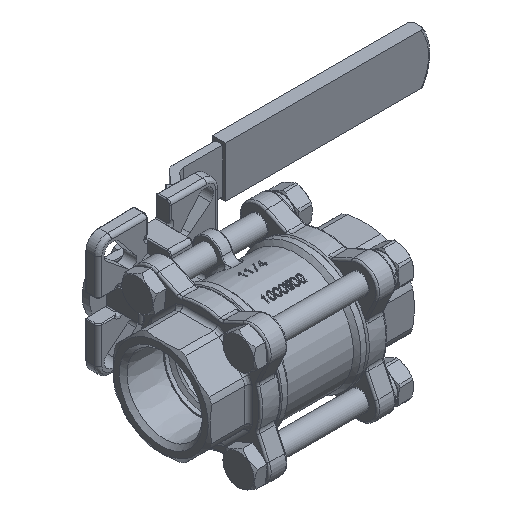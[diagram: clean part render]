
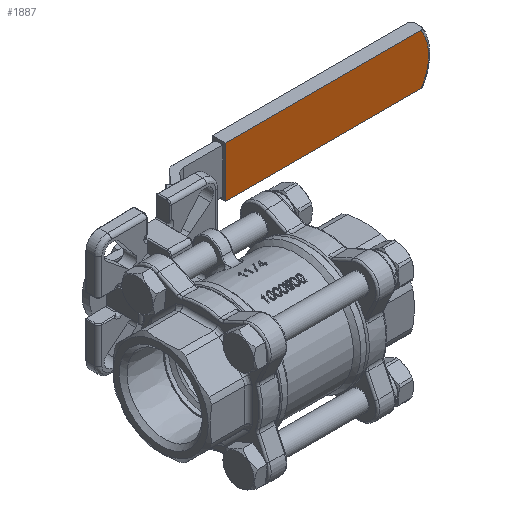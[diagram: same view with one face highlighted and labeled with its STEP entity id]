
A CAD part, isometric view. The second image highlights one B-rep face of the part: STEP entity #1887.
In plain terms, the highlighted planar face has unit normal (0, -1, 0).
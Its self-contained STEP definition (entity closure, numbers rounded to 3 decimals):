
#89 = EDGE_CURVE ( 'NONE', #10769, #41699, #45188, .T. ) ;
#1675 = CARTESIAN_POINT ( 'NONE',  ( 176.838, 87.035, -5.07 ) ) ;
#1887 = ADVANCED_FACE ( 'NONE', ( #8506 ), #56588, .F. ) ;
#6018 = LINE ( 'NONE', #17330, #26073 ) ;
#8506 = FACE_OUTER_BOUND ( 'NONE', #58278, .T. ) ;
#8841 = VECTOR ( 'NONE', #41495, 1000. ) ;
#9617 = CARTESIAN_POINT ( 'NONE',  ( 151., 87.035, -13.5 ) ) ;
#10282 = LINE ( 'NONE', #9617, #8841 ) ;
#10620 = CARTESIAN_POINT ( 'NONE',  ( 66.8, 87.035, -13.5 ) ) ;
#10769 = VERTEX_POINT ( 'NONE', #41533 ) ;
#14924 = CARTESIAN_POINT ( 'NONE',  ( 66.8, 87.035, 0. ) ) ;
#17125 = LINE ( 'NONE', #14924, #39890 ) ;
#17330 = CARTESIAN_POINT ( 'NONE',  ( 151., 87.035, 13.5 ) ) ;
#24690 = ORIENTED_EDGE ( 'NONE', *, *, #33999, .F. ) ;
#26073 = VECTOR ( 'NONE', #44751, 1000. ) ;
#28339 = ORIENTED_EDGE ( 'NONE', *, *, #40469, .F. ) ;
#31137 = CARTESIAN_POINT ( 'NONE',  ( 66.8, 87.035, 13.5 ) ) ;
#32407 = VERTEX_POINT ( 'NONE', #31137 ) ;
#32772 = VERTEX_POINT ( 'NONE', #10620 ) ;
#33999 = EDGE_CURVE ( 'NONE', #32407, #10769, #6018, .T. ) ;
#39492 = CARTESIAN_POINT ( 'NONE',  ( 171.205, 87.035, 13.5 ) ) ;
#39890 = VECTOR ( 'NONE', #46003, 1000. ) ;
#40469 = EDGE_CURVE ( 'NONE', #41699, #32772, #10282, .T. ) ;
#41495 = DIRECTION ( 'NONE',  ( -1., 0., 0. ) ) ;
#41533 = CARTESIAN_POINT ( 'NONE',  ( 171.205, 87.035, 13.5 ) ) ;
#41699 = VERTEX_POINT ( 'NONE', #55261 ) ;
#44751 = DIRECTION ( 'NONE',  ( 1., 0., 0. ) ) ;
#45188 =( BOUNDED_CURVE ( )  B_SPLINE_CURVE ( 3, ( #39492, #52792, #1675, #51490 ),
 .UNSPECIFIED., .F., .T. ) 
 B_SPLINE_CURVE_WITH_KNOTS ( ( 4, 4 ),
 ( 0., 1. ),
 .UNSPECIFIED. ) 
 CURVE ( )  GEOMETRIC_REPRESENTATION_ITEM ( )  RATIONAL_B_SPLINE_CURVE ( ( 1., 0.888, 0.888, 1. ) ) 
 REPRESENTATION_ITEM ( '' )  );
#45405 = EDGE_CURVE ( 'NONE', #32772, #32407, #17125, .T. ) ;
#46003 = DIRECTION ( 'NONE',  ( 0., 0., 1. ) ) ;
#46627 = AXIS2_PLACEMENT_3D ( 'NONE', #48059, #58490, #56990 ) ;
#48059 = CARTESIAN_POINT ( 'NONE',  ( 151., 87.035, 0. ) ) ;
#49189 = ORIENTED_EDGE ( 'NONE', *, *, #45405, .F. ) ;
#51490 = CARTESIAN_POINT ( 'NONE',  ( 171.205, 87.035, -13.5 ) ) ;
#52792 = CARTESIAN_POINT ( 'NONE',  ( 176.838, 87.035, 5.07 ) ) ;
#55060 = ORIENTED_EDGE ( 'NONE', *, *, #89, .F. ) ;
#55261 = CARTESIAN_POINT ( 'NONE',  ( 171.205, 87.035, -13.5 ) ) ;
#56588 = PLANE ( 'NONE',  #46627 ) ;
#56990 = DIRECTION ( 'NONE',  ( -1., 0., 0. ) ) ;
#58278 = EDGE_LOOP ( 'NONE', ( #55060, #24690, #49189, #28339 ) ) ;
#58490 = DIRECTION ( 'NONE',  ( 0., 1., 0. ) ) ;
